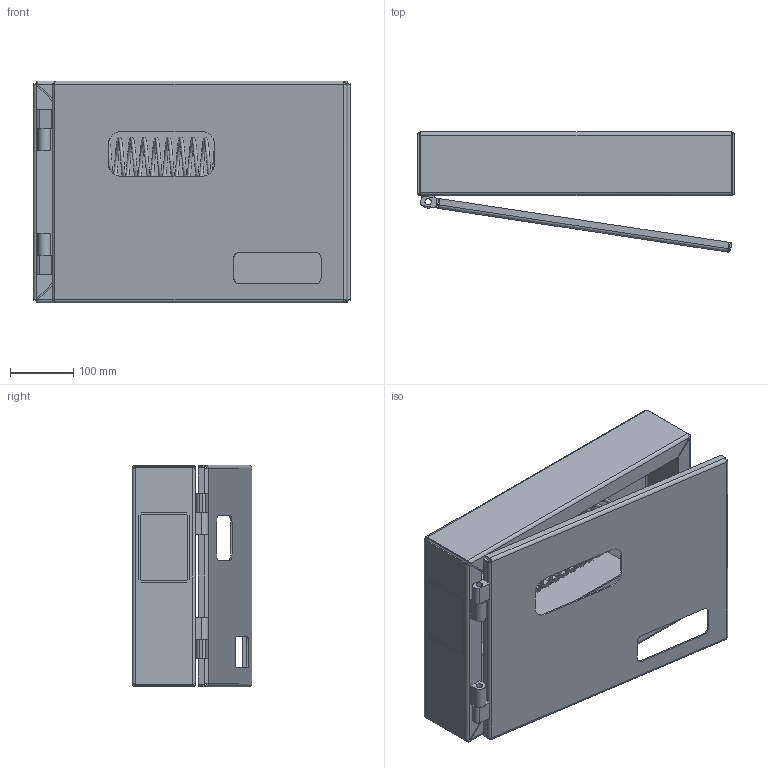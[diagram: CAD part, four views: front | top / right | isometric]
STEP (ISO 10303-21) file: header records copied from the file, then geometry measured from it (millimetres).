
FILE_DESCRIPTION(/* description */ (''),/* implementation_level */ '2;1');
FILE_NAME(/* name */ 'Sanitary Pad Dispenser v1.step',/* time_stamp */ '2023-11-19T00:07:23+05:30',/* author */ (''),/* organization */ (''),/* preprocessor_version */ 'ST-DEVELOPER v20',/* originating_system */ 'Autodesk Translation Framework v12.14.0.127',/* authorisation */ '');
FILE_SCHEMA (('AUTOMOTIVE_DESIGN { 1 0 10303 214 3 1 1 }'));
Length unit declared in the file: millimetre
Products named in the file (3): Sanitary Pad Dispenser; Component1; Door
Assembly tree (2 placements, depth 2):
  Sanitary Pad Dispenser
    Component1
    Door
Bounding box: 500 x 189 x 350 mm (x, y, z)
Volume: 1622361.5 mm3; surface area: 1298064.8 mm2
Topology: 5 solids, 5 shells, 225 faces, 507 edges, 294 vertices
Faces by surface type: plane 166, cylinder 50, bspline 9
Full cylindrical faces by diameter (mm): 10 x4
Entity records: 8825 total; most frequent: CARTESIAN_POINT 3714, DIRECTION 1036, ORIENTED_EDGE 1014, EDGE_CURVE 507, LINE 404, VECTOR 404, AXIS2_PLACEMENT_3D 316, VERTEX_POINT 294
